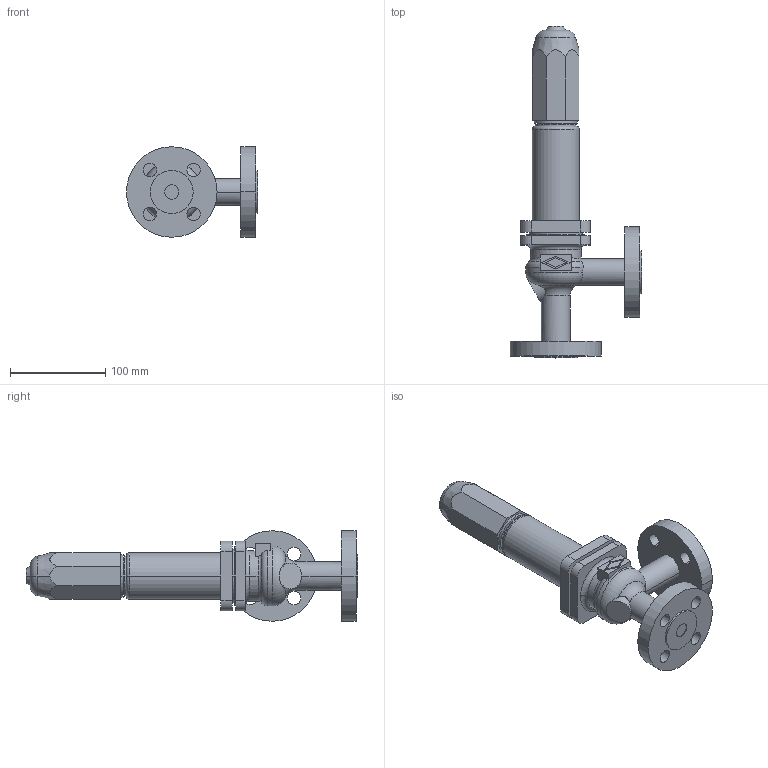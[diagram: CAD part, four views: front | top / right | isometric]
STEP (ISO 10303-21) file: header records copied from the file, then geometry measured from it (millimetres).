
FILE_DESCRIPTION(('Creo Elements/Direct Modeling STEP Export'),'2;1');
FILE_NAME('c000005165.stp','2013-12-03T 9:28:24',(''),(''),'Creo Elements/Direct Modeling STEP processor for AP214 (Solid Model)','Creo Elements/Direct Modeling 17.0D 15-Jul-2011 (C) Parametric Technology GmbH','');
FILE_SCHEMA(('AUTOMOTIVE_DESIGN { 1 0 10303 214 1 1 1 1 }'));
Length unit declared in the file: millimetre
Products named in the file (1): 1
Bounding box: 137.5 x 348.2 x 95 mm (x, y, z)
Volume: 887593.8 mm3; surface area: 110343.4 mm2
Topology: 1 solids, 1 shells, 122 faces, 303 edges, 200 vertices
Faces by surface type: cylinder 57, plane 50, torus 11, cone 4
Entity records: 3664 total; most frequent: CARTESIAN_POINT 854, ORIENTED_EDGE 606, DIRECTION 546, EDGE_CURVE 303, AXIS2_PLACEMENT_3D 205, VERTEX_POINT 200, EDGE_LOOP 155, VECTOR 136
